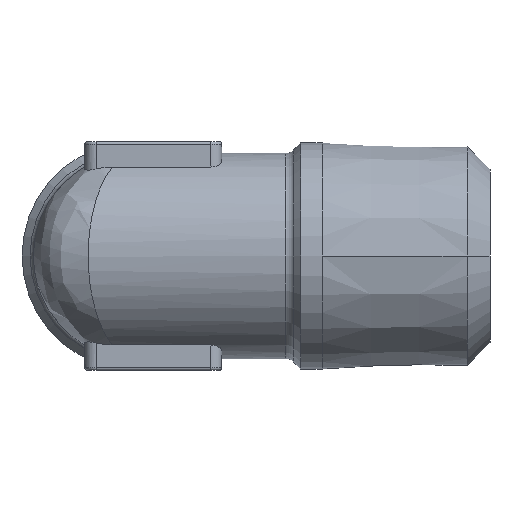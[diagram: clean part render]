
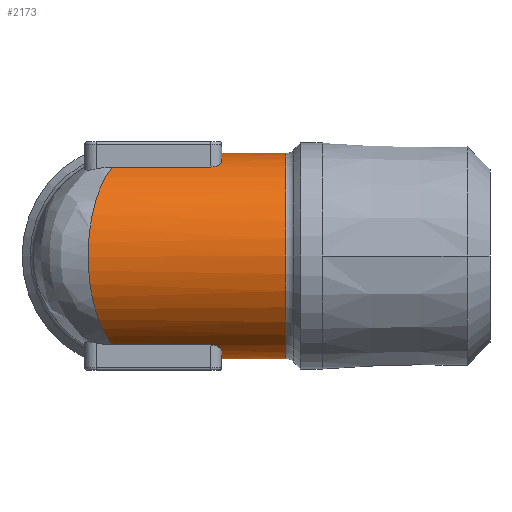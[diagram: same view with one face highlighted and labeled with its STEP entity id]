
A CAD part, left-side view. The second image highlights one B-rep face of the part: STEP entity #2173.
In plain terms, the highlighted cylindrical face has radius 4.5 mm (diameter 9 mm), a partial arc.
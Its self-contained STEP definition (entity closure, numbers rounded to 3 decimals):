
#700 = VERTEX_POINT ( 'NONE', #852 ) ;
#852 = CARTESIAN_POINT ( 'NONE',  ( 0., -6.543, 4.5 ) ) ;
#2123 = VERTEX_POINT ( 'NONE', #2642 ) ;
#2126 = VERTEX_POINT ( 'NONE', #2640 ) ;
#2160 = EDGE_CURVE ( 'NONE', #2284, #700, #3131, .T. ) ;
#2162 = ORIENTED_EDGE ( 'NONE', *, *, #2163, .F. ) ;
#2163 = EDGE_CURVE ( 'NONE', #2274, #2231, #3127, .T. ) ;
#2170 = ORIENTED_EDGE ( 'NONE', *, *, #2160, .F. ) ;
#2171 = ORIENTED_EDGE ( 'NONE', *, *, #2172, .F. ) ;
#2172 = EDGE_CURVE ( 'NONE', #2231, #2284, #3149, .T. ) ;
#2173 = ADVANCED_FACE ( 'NONE', ( #3194 ), #3189, .T. ) ;
#2180 = EDGE_LOOP ( 'NONE', ( #2170, #2171, #2162, #2219, #2230, #2206, #2269, #2266, #2270, #2209 ) ) ;
#2191 = EDGE_CURVE ( 'NONE', #2126, #2123, #3210, .T. ) ;
#2205 = EDGE_CURVE ( 'NONE', #2126, #2274, #2751, .T. ) ;
#2206 = ORIENTED_EDGE ( 'NONE', *, *, #2273, .F. ) ;
#2209 = ORIENTED_EDGE ( 'NONE', *, *, #2236, .T. ) ;
#2219 = ORIENTED_EDGE ( 'NONE', *, *, #2205, .F. ) ;
#2220 = EDGE_CURVE ( 'NONE', #2271, #2268, #3262, .T. ) ;
#2230 = ORIENTED_EDGE ( 'NONE', *, *, #2191, .T. ) ;
#2231 = VERTEX_POINT ( 'NONE', #3293 ) ;
#2236 = EDGE_CURVE ( 'NONE', #2428, #700, #3288, .T. ) ;
#2266 = ORIENTED_EDGE ( 'NONE', *, *, #2267, .F. ) ;
#2267 = EDGE_CURVE ( 'NONE', #2433, #2271, #3345, .T. ) ;
#2268 = VERTEX_POINT ( 'NONE', #3346 ) ;
#2269 = ORIENTED_EDGE ( 'NONE', *, *, #2220, .F. ) ;
#2270 = ORIENTED_EDGE ( 'NONE', *, *, #2432, .T. ) ;
#2271 = VERTEX_POINT ( 'NONE', #3340 ) ;
#2273 = EDGE_CURVE ( 'NONE', #2268, #2123, #3333, .T. ) ;
#2274 = VERTEX_POINT ( 'NONE', #3329 ) ;
#2284 = VERTEX_POINT ( 'NONE', #3377 ) ;
#2428 = VERTEX_POINT ( 'NONE', #3870 ) ;
#2432 = EDGE_CURVE ( 'NONE', #2433, #2428, #3981, .T. ) ;
#2433 = VERTEX_POINT ( 'NONE', #3961 ) ;
#2640 = CARTESIAN_POINT ( 'NONE',  ( -2.25, 1.05, 3.897 ) ) ;
#2642 = CARTESIAN_POINT ( 'NONE',  ( -2.25, 1.05, -3.897 ) ) ;
#2748 = DIRECTION ( 'NONE',  ( 0., -1., 0. ) ) ;
#2749 = VECTOR ( 'NONE', #2748, 1000. ) ;
#2750 = CARTESIAN_POINT ( 'NONE',  ( -2.25, 12.728, 3.897 ) ) ;
#2751 = LINE ( 'NONE', #2750, #2749 ) ;
#3125 = CARTESIAN_POINT ( 'NONE',  ( -2.25, -3.39, 3.897 ) ) ;
#3126 = CARTESIAN_POINT ( 'NONE',  ( -2.25, -3.25, 3.897 ) ) ;
#3127 = B_SPLINE_CURVE_WITH_KNOTS ( 'NONE', 3,
 ( #3126, #3125, #3169, #3168, #3167, #3166 ),
 .UNSPECIFIED., .F., .F.,
 ( 4, 2, 4 ),
 ( 0., 0., 0.001 ),
 .UNSPECIFIED. ) ;
#3128 = DIRECTION ( 'NONE',  ( 0., -1., 0. ) ) ;
#3129 = VECTOR ( 'NONE', #3128, 1000. ) ;
#3130 = CARTESIAN_POINT ( 'NONE',  ( 0., 12.728, 4.5 ) ) ;
#3131 = LINE ( 'NONE', #3130, #3129 ) ;
#3149 = CIRCLE ( 'NONE', #3193, 4.5 ) ;
#3166 = CARTESIAN_POINT ( 'NONE',  ( -1.75, -3.75, 4.146 ) ) ;
#3167 = CARTESIAN_POINT ( 'NONE',  ( -1.878, -3.75, 4.092 ) ) ;
#3168 = CARTESIAN_POINT ( 'NONE',  ( -2.002, -3.701, 4.032 ) ) ;
#3169 = CARTESIAN_POINT ( 'NONE',  ( -2.189, -3.522, 3.933 ) ) ;
#3184 = DIRECTION ( 'NONE',  ( 0., 0., -1. ) ) ;
#3185 = DIRECTION ( 'NONE',  ( 0., -1., 0. ) ) ;
#3186 = CARTESIAN_POINT ( 'NONE',  ( 0., 12.728, 0. ) ) ;
#3187 = AXIS2_PLACEMENT_3D ( 'NONE', #3186, #3185, #3184 ) ;
#3189 = CYLINDRICAL_SURFACE ( 'NONE', #3187, 4.5 ) ;
#3190 = DIRECTION ( 'NONE',  ( -1., 0., 0. ) ) ;
#3191 = DIRECTION ( 'NONE',  ( 0., 1., 0. ) ) ;
#3192 = CARTESIAN_POINT ( 'NONE',  ( 0., -3.75, 0. ) ) ;
#3193 = AXIS2_PLACEMENT_3D ( 'NONE', #3192, #3191, #3190 ) ;
#3194 = FACE_OUTER_BOUND ( 'NONE', #2180, .T. ) ;
#3206 = CARTESIAN_POINT ( 'NONE',  ( -2.25, 1.05, -3.897 ) ) ;
#3207 = CARTESIAN_POINT ( 'NONE',  ( -5.625, 2.625, -1.949 ) ) ;
#3208 = CARTESIAN_POINT ( 'NONE',  ( -5.625, 2.625, 1.949 ) ) ;
#3209 = CARTESIAN_POINT ( 'NONE',  ( -2.25, 1.05, 3.897 ) ) ;
#3210 =( BOUNDED_CURVE ( )  B_SPLINE_CURVE ( 3, ( #3209, #3208, #3207, #3206 ),
 .UNSPECIFIED., .F., .T. ) 
 B_SPLINE_CURVE_WITH_KNOTS ( ( 4, 4 ),
 ( 2.094, 4.189 ),
 .UNSPECIFIED. ) 
 CURVE ( )  GEOMETRIC_REPRESENTATION_ITEM ( )  RATIONAL_B_SPLINE_CURVE ( ( 1., 0.667, 0.667, 1. ) ) 
 REPRESENTATION_ITEM ( '' )  );
#3255 = CARTESIAN_POINT ( 'NONE',  ( -2.25, -3.25, -3.897 ) ) ;
#3256 = CARTESIAN_POINT ( 'NONE',  ( -2.25, -3.39, -3.897 ) ) ;
#3257 = CARTESIAN_POINT ( 'NONE',  ( -2.189, -3.523, -3.933 ) ) ;
#3258 = CARTESIAN_POINT ( 'NONE',  ( -2.002, -3.7, -4.031 ) ) ;
#3259 = CARTESIAN_POINT ( 'NONE',  ( -1.878, -3.75, -4.092 ) ) ;
#3260 = CARTESIAN_POINT ( 'NONE',  ( -1.75, -3.75, -4.146 ) ) ;
#3262 = B_SPLINE_CURVE_WITH_KNOTS ( 'NONE', 3,
 ( #3260, #3259, #3258, #3257, #3256, #3255 ),
 .UNSPECIFIED., .F., .F.,
 ( 4, 2, 4 ),
 ( 0.002, 0.003, 0.003 ),
 .UNSPECIFIED. ) ;
#3284 = DIRECTION ( 'NONE',  ( 0., 0., 1. ) ) ;
#3285 = DIRECTION ( 'NONE',  ( 0., 1., 0. ) ) ;
#3286 = CARTESIAN_POINT ( 'NONE',  ( 0., -6.543, 0. ) ) ;
#3287 = AXIS2_PLACEMENT_3D ( 'NONE', #3286, #3285, #3284 ) ;
#3288 = CIRCLE ( 'NONE', #3287, 4.5 ) ;
#3293 = CARTESIAN_POINT ( 'NONE',  ( -1.75, -3.75, 4.146 ) ) ;
#3329 = CARTESIAN_POINT ( 'NONE',  ( -2.25, -3.25, 3.897 ) ) ;
#3330 = DIRECTION ( 'NONE',  ( 0., 1., 0. ) ) ;
#3331 = VECTOR ( 'NONE', #3330, 1000. ) ;
#3332 = CARTESIAN_POINT ( 'NONE',  ( -2.25, 12.728, -3.897 ) ) ;
#3333 = LINE ( 'NONE', #3332, #3331 ) ;
#3340 = CARTESIAN_POINT ( 'NONE',  ( -1.75, -3.75, -4.146 ) ) ;
#3341 = DIRECTION ( 'NONE',  ( -1., 0., 0. ) ) ;
#3342 = DIRECTION ( 'NONE',  ( 0., 1., 0. ) ) ;
#3343 = CARTESIAN_POINT ( 'NONE',  ( 0., -3.75, 0. ) ) ;
#3344 = AXIS2_PLACEMENT_3D ( 'NONE', #3343, #3342, #3341 ) ;
#3345 = CIRCLE ( 'NONE', #3344, 4.5 ) ;
#3346 = CARTESIAN_POINT ( 'NONE',  ( -2.25, -3.25, -3.897 ) ) ;
#3377 = CARTESIAN_POINT ( 'NONE',  ( 0., -3.75, 4.5 ) ) ;
#3870 = CARTESIAN_POINT ( 'NONE',  ( 0., -6.543, -4.5 ) ) ;
#3961 = CARTESIAN_POINT ( 'NONE',  ( 0., -3.75, -4.5 ) ) ;
#3962 = DIRECTION ( 'NONE',  ( 0., -1., 0. ) ) ;
#3976 = VECTOR ( 'NONE', #3962, 1000. ) ;
#3977 = CARTESIAN_POINT ( 'NONE',  ( 0., 12.728, -4.5 ) ) ;
#3981 = LINE ( 'NONE', #3977, #3976 ) ;
